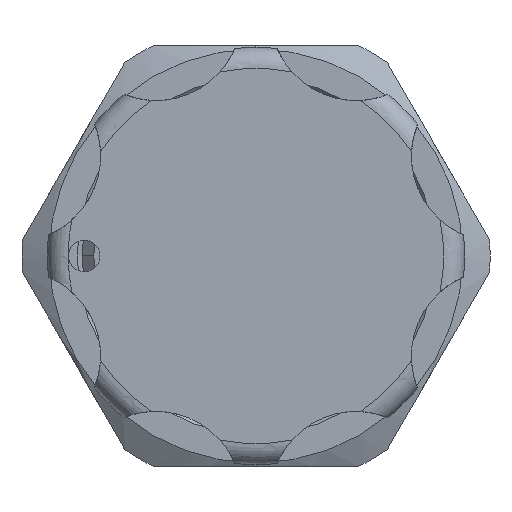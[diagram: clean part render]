
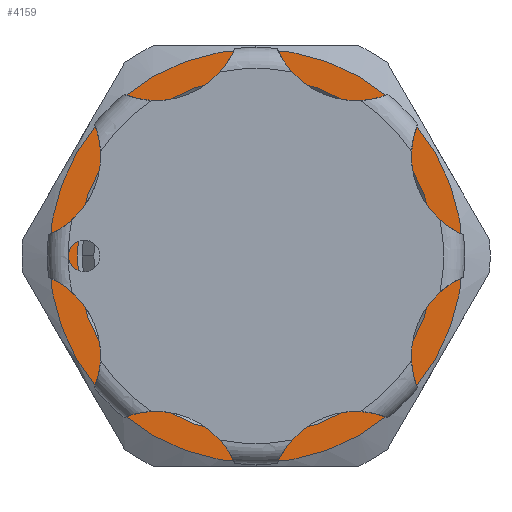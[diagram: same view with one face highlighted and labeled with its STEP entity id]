
A CAD part, left-side view. The second image highlights one B-rep face of the part: STEP entity #4159.
In plain terms, the highlighted planar face has unit normal (-1, 0, 0).
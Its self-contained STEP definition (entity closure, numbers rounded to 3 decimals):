
#9 = ORIENTED_EDGE ( 'NONE', *, *, #5368, .T. ) ;
#208 = ORIENTED_EDGE ( 'NONE', *, *, #5417, .T. ) ;
#223 = ORIENTED_EDGE ( 'NONE', *, *, #5659, .F. ) ;
#702 = CARTESIAN_POINT ( 'NONE',  ( 0., 0., 0. ) ) ;
#703 = DIRECTION ( 'NONE',  ( 1., 0., 0. ) ) ;
#704 = DIRECTION ( 'NONE',  ( 0., 0., 1. ) ) ;
#1315 = CARTESIAN_POINT ( 'NONE',  ( 0., 0., 0. ) ) ;
#1316 = DIRECTION ( 'NONE',  ( 1., 0., 0. ) ) ;
#1317 = DIRECTION ( 'NONE',  ( 0., 0., -1. ) ) ;
#2529 = CARTESIAN_POINT ( 'NONE',  ( 0., 0., 0. ) ) ;
#2530 = DIRECTION ( 'NONE',  ( 1., 0., 0. ) ) ;
#2531 = DIRECTION ( 'NONE',  ( 0., 0., -1. ) ) ;
#2690 = CARTESIAN_POINT ( 'NONE',  ( 0., 0., 0. ) ) ;
#2691 = DIRECTION ( 'NONE',  ( 1., 0., 0. ) ) ;
#2692 = DIRECTION ( 'NONE',  ( 0., 0., 1. ) ) ;
#2746 = PLANE ( 'NONE',  #5525 ) ;
#2748 = CARTESIAN_POINT ( 'NONE',  ( 0., 0., 0. ) ) ;
#2753 = DIRECTION ( 'NONE',  ( -1., 0., 0. ) ) ;
#2754 = DIRECTION ( 'NONE',  ( 0., 0., 1. ) ) ;
#3758 = CARTESIAN_POINT ( 'NONE',  ( 0., 0., -10.2 ) ) ;
#4159 = ADVANCED_FACE ( 'NONE', ( #6700, #6692 ), #2746, .T. ) ;
#4317 = VERTEX_POINT ( 'NONE', #3758 ) ;
#4415 = EDGE_LOOP ( 'NONE', ( #208, #9 ) ) ;
#4495 = AXIS2_PLACEMENT_3D ( 'NONE', #2690, #2691, #2692 ) ;
#4513 = AXIS2_PLACEMENT_3D ( 'NONE', #702, #703, #704 ) ;
#4570 = AXIS2_PLACEMENT_3D ( 'NONE', #2529, #2530, #2531 ) ;
#4609 = AXIS2_PLACEMENT_3D ( 'NONE', #1315, #1316, #1317 ) ;
#4960 = CARTESIAN_POINT ( 'NONE',  ( 0., 0., 11.8 ) ) ;
#5008 = CARTESIAN_POINT ( 'NONE',  ( 0., 0., -11.8 ) ) ;
#5088 = CARTESIAN_POINT ( 'NONE',  ( 0., 0., 10.2 ) ) ;
#5347 = EDGE_CURVE ( 'NONE', #7177, #7315, #6045, .T. ) ;
#5368 = EDGE_CURVE ( 'NONE', #4317, #7399, #6025, .T. ) ;
#5417 = EDGE_CURVE ( 'NONE', #7399, #4317, #5977, .T. ) ;
#5525 = AXIS2_PLACEMENT_3D ( 'NONE', #2748, #2753, #2754 ) ;
#5659 = EDGE_CURVE ( 'NONE', #7315, #7177, #5822, .T. ) ;
#5822 = CIRCLE ( 'NONE', #4609, 11.8 ) ;
#5977 = CIRCLE ( 'NONE', #4513, 10.2 ) ;
#6025 = CIRCLE ( 'NONE', #4495, 10.2 ) ;
#6045 = CIRCLE ( 'NONE', #4570, 11.8 ) ;
#6692 = FACE_OUTER_BOUND ( 'NONE', #7166, .T. ) ;
#6700 = FACE_BOUND ( 'NONE', #4415, .T. ) ;
#6867 = ORIENTED_EDGE ( 'NONE', *, *, #5347, .F. ) ;
#7166 = EDGE_LOOP ( 'NONE', ( #223, #6867 ) ) ;
#7177 = VERTEX_POINT ( 'NONE', #4960 ) ;
#7315 = VERTEX_POINT ( 'NONE', #5008 ) ;
#7399 = VERTEX_POINT ( 'NONE', #5088 ) ;
